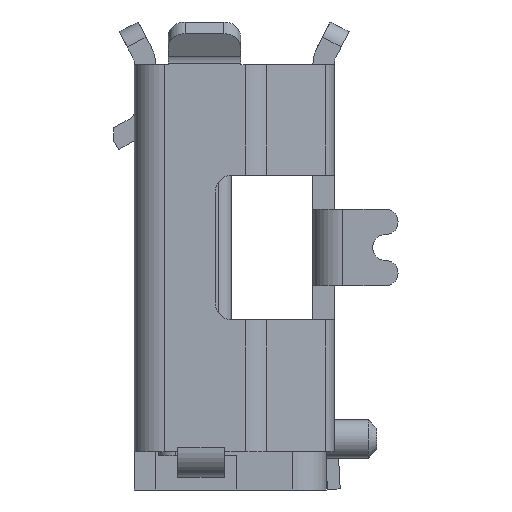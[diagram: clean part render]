
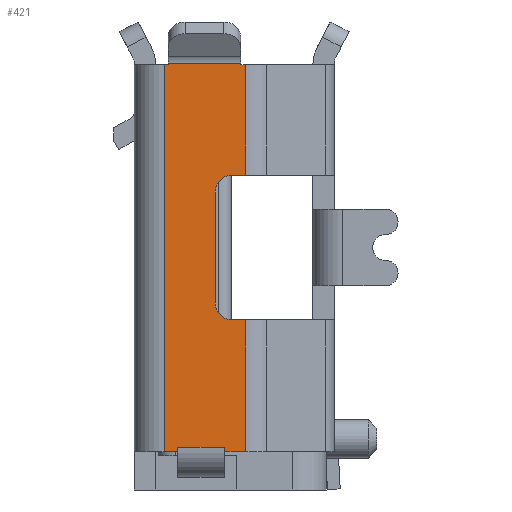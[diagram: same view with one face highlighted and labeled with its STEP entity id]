
A CAD part, left-side view. The second image highlights one B-rep face of the part: STEP entity #421.
In plain terms, the highlighted planar face has unit normal (-1, 0, 0).
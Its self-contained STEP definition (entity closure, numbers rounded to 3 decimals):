
#421=ADVANCED_FACE('NONE',(#1464),#1465,.T.);
#1464=FACE_OUTER_BOUND('',#2996,.T.);
#1465=PLANE('',#2997);
#2996=EDGE_LOOP('',(#6900,#6901,#6902,#6903,#6904,#6905,#6906,#6907,#6908,#6909,#6910,#6911,#6912,#6913,#6914,#6915,#6916,#6917,#6918,#6919));
#2997=AXIS2_PLACEMENT_3D('',#6920,#6921,#6922);
#6900=ORIENTED_EDGE('',*,*,#11288,.F.);
#6901=ORIENTED_EDGE('',*,*,#11289,.F.);
#6902=ORIENTED_EDGE('',*,*,#11290,.F.);
#6903=ORIENTED_EDGE('',*,*,#11291,.F.);
#6904=ORIENTED_EDGE('',*,*,#11292,.F.);
#6905=ORIENTED_EDGE('',*,*,#11293,.F.);
#6906=ORIENTED_EDGE('',*,*,#11294,.F.);
#6907=ORIENTED_EDGE('',*,*,#11295,.F.);
#6908=ORIENTED_EDGE('',*,*,#11296,.F.);
#6909=ORIENTED_EDGE('',*,*,#11297,.F.);
#6910=ORIENTED_EDGE('',*,*,#11298,.F.);
#6911=ORIENTED_EDGE('',*,*,#11299,.F.);
#6912=ORIENTED_EDGE('',*,*,#11068,.F.);
#6913=ORIENTED_EDGE('',*,*,#11300,.T.);
#6914=ORIENTED_EDGE('',*,*,#11301,.F.);
#6915=ORIENTED_EDGE('',*,*,#11302,.F.);
#6916=ORIENTED_EDGE('',*,*,#10941,.F.);
#6917=ORIENTED_EDGE('',*,*,#11222,.T.);
#6918=ORIENTED_EDGE('',*,*,#11286,.F.);
#6919=ORIENTED_EDGE('',*,*,#11303,.F.);
#6920=CARTESIAN_POINT('',(-7.4,1.022,14.111));
#6921=DIRECTION('',(-1.0,0.,0.));
#6922=DIRECTION('',(0.0,0.,1.0));
#10941=EDGE_CURVE('NONE',#13392,#13393,#13394,.T.);
#11068=EDGE_CURVE('NONE',#13637,#13639,#13640,.T.);
#11222=EDGE_CURVE('NONE',#13392,#13900,#13902,.T.);
#11286=EDGE_CURVE('NONE',#14004,#13900,#14006,.T.);
#11288=EDGE_CURVE('NONE',#14008,#14009,#14010,.T.);
#11289=EDGE_CURVE('NONE',#14011,#14008,#14012,.T.);
#11290=EDGE_CURVE('NONE',#14013,#14011,#14014,.T.);
#11291=EDGE_CURVE('NONE',#14015,#14013,#14016,.T.);
#11292=EDGE_CURVE('NONE',#14017,#14015,#14018,.T.);
#11293=EDGE_CURVE('NONE',#14019,#14017,#14020,.T.);
#11294=EDGE_CURVE('NONE',#14021,#14019,#14022,.T.);
#11295=EDGE_CURVE('NONE',#14023,#14021,#14024,.T.);
#11296=EDGE_CURVE('NONE',#14025,#14023,#14026,.T.);
#11297=EDGE_CURVE('NONE',#14027,#14025,#14028,.T.);
#11298=EDGE_CURVE('NONE',#14029,#14027,#14030,.T.);
#11299=EDGE_CURVE('NONE',#13639,#14029,#14031,.T.);
#11300=EDGE_CURVE('NONE',#13637,#14032,#14033,.T.);
#11301=EDGE_CURVE('NONE',#14034,#14032,#14035,.T.);
#11302=EDGE_CURVE('NONE',#13393,#14034,#14036,.T.);
#11303=EDGE_CURVE('NONE',#14009,#14004,#14037,.T.);
#13392=VERTEX_POINT('NONE',#17306);
#13393=VERTEX_POINT('NONE',#17307);
#13394=LINE('',#17308,#17309);
#13637=VERTEX_POINT('NONE',#17665);
#13639=VERTEX_POINT('NONE',#17668);
#13640=LINE('',#17669,#17670);
#13900=VERTEX_POINT('NONE',#18046);
#13902=LINE('',#18048,#18049);
#14004=VERTEX_POINT('NONE',#18204);
#14006=LINE('',#18207,#18208);
#14008=VERTEX_POINT('NONE',#18210);
#14009=VERTEX_POINT('NONE',#18211);
#14010=LINE('',#18212,#18213);
#14011=VERTEX_POINT('NONE',#18214);
#14012=LINE('',#18215,#18216);
#14013=VERTEX_POINT('NONE',#18217);
#14014=LINE('',#18218,#18219);
#14015=VERTEX_POINT('NONE',#18220);
#14016=LINE('',#18221,#18222);
#14017=VERTEX_POINT('NONE',#18223);
#14018=LINE('',#18224,#18225);
#14019=VERTEX_POINT('NONE',#18226);
#14020=LINE('',#18227,#18228);
#14021=VERTEX_POINT('NONE',#18229);
#14022=LINE('',#18230,#18231);
#14023=VERTEX_POINT('NONE',#18232);
#14024=CIRCLE('',#18233,0.2);
#14025=VERTEX_POINT('NONE',#18234);
#14026=LINE('',#18235,#18236);
#14027=VERTEX_POINT('NONE',#18237);
#14028=CIRCLE('',#18238,0.2);
#14029=VERTEX_POINT('NONE',#18239);
#14030=LINE('',#18240,#18241);
#14031=LINE('',#18242,#18243);
#14032=VERTEX_POINT('NONE',#18244);
#14033=LINE('',#18245,#18246);
#14034=VERTEX_POINT('NONE',#18247);
#14035=LINE('',#18248,#18249);
#14036=LINE('',#18250,#18251);
#14037=LINE('',#18252,#18253);
#17306=CARTESIAN_POINT('',(-7.4,2.0,14.));
#17307=CARTESIAN_POINT('',(-7.4,1.95,14.));
#17308=CARTESIAN_POINT('',(-7.4,1.521,14.));
#17309=VECTOR('',#21877,1000.0);
#17665=CARTESIAN_POINT('',(-7.4,1.1,14.));
#17668=CARTESIAN_POINT('',(-7.4,1.041,14.));
#17669=CARTESIAN_POINT('',(-7.4,1.521,14.));
#17670=VECTOR('',#22028,1000.0);
#18046=CARTESIAN_POINT('',(-7.4,2.0,9.45));
#18048=CARTESIAN_POINT('',(-7.4,2.0,11.725));
#18049=VECTOR('',#22256,1000.0);
#18204=CARTESIAN_POINT('',(-7.4,1.845,9.45));
#18207=CARTESIAN_POINT('',(-7.4,1.521,9.45));
#18208=VECTOR('',#22338,1000.0);
#18210=CARTESIAN_POINT('',(-7.4,1.84,9.5));
#18211=CARTESIAN_POINT('',(-7.4,1.845,9.5));
#18212=CARTESIAN_POINT('',(-7.4,1.84,9.5));
#18213=VECTOR('',#22342,1000.0);
#18214=CARTESIAN_POINT('',(-7.4,1.291,9.5));
#18215=CARTESIAN_POINT('',(-7.4,1.521,9.5));
#18216=VECTOR('',#22343,1000.0);
#18217=CARTESIAN_POINT('',(-7.4,1.286,9.5));
#18218=CARTESIAN_POINT('',(-7.4,1.291,9.5));
#18219=VECTOR('',#22344,1000.0);
#18220=CARTESIAN_POINT('',(-7.4,1.286,9.45));
#18221=CARTESIAN_POINT('',(-7.4,1.286,9.45));
#18222=VECTOR('',#22345,1000.0);
#18223=CARTESIAN_POINT('',(-7.4,1.041,9.45));
#18224=CARTESIAN_POINT('',(-7.4,1.521,9.45));
#18225=VECTOR('',#22346,1000.0);
#18226=CARTESIAN_POINT('',(-7.4,1.041,11.));
#18227=CARTESIAN_POINT('',(-7.4,1.041,11.734));
#18228=VECTOR('',#22347,1000.0);
#18229=CARTESIAN_POINT('',(-7.4,1.2,11.));
#18230=CARTESIAN_POINT('',(-7.4,1.521,11.));
#18231=VECTOR('',#22348,1000.0);
#18232=CARTESIAN_POINT('',(-7.4,1.4,11.2));
#18233=AXIS2_PLACEMENT_3D('',#22349,#22350,#22351);
#18234=CARTESIAN_POINT('',(-7.4,1.4,12.5));
#18235=CARTESIAN_POINT('',(-7.4,1.4,11.734));
#18236=VECTOR('',#22352,1000.0);
#18237=CARTESIAN_POINT('',(-7.4,1.2,12.7));
#18238=AXIS2_PLACEMENT_3D('',#22353,#22354,#22355);
#18239=CARTESIAN_POINT('',(-7.4,1.041,12.7));
#18240=CARTESIAN_POINT('',(-7.4,1.521,12.7));
#18241=VECTOR('',#22356,1000.0);
#18242=CARTESIAN_POINT('',(-7.4,1.041,11.734));
#18243=VECTOR('',#22357,1000.0);
#18244=CARTESIAN_POINT('',(-7.4,1.1,14.01));
#18245=CARTESIAN_POINT('',(-7.4,1.1,14.));
#18246=VECTOR('',#22358,1000.0);
#18247=CARTESIAN_POINT('',(-7.4,1.95,14.01));
#18248=CARTESIAN_POINT('',(-7.4,1.95,14.01));
#18249=VECTOR('',#22359,1000.0);
#18250=CARTESIAN_POINT('',(-7.4,1.95,14.));
#18251=VECTOR('',#22360,1000.0);
#18252=CARTESIAN_POINT('',(-7.4,1.845,9.45));
#18253=VECTOR('',#22361,1000.0);
#21877=DIRECTION('',(0.,-1.0,0.));
#22028=DIRECTION('',(0.,-1.0,0.));
#22256=DIRECTION('',(0.0,0.,-1.0));
#22338=DIRECTION('',(0.,1.0,0.));
#22342=DIRECTION('',(0.,1.0,0.));
#22343=DIRECTION('',(0.,1.0,0.));
#22344=DIRECTION('',(0.,1.0,0.));
#22345=DIRECTION('',(0.0,0.,1.0));
#22346=DIRECTION('',(0.,1.0,0.));
#22347=DIRECTION('',(0.0,0.,-1.0));
#22348=DIRECTION('',(0.,-1.0,0.));
#22349=CARTESIAN_POINT('',(-7.4,1.2,11.2));
#22350=DIRECTION('',(-1.0,0.,0.));
#22351=DIRECTION('',(0.,-1.0,0.));
#22352=DIRECTION('',(0.0,0.,-1.0));
#22353=CARTESIAN_POINT('',(-7.4,1.2,12.5));
#22354=DIRECTION('',(-1.0,0.,0.));
#22355=DIRECTION('',(0.,-1.0,0.));
#22356=DIRECTION('',(0.,1.0,0.));
#22357=DIRECTION('',(0.0,0.,-1.0));
#22358=DIRECTION('',(0.0,0.,1.0));
#22359=DIRECTION('',(0.,-1.0,0.));
#22360=DIRECTION('',(0.0,0.,1.0));
#22361=DIRECTION('',(0.0,0.,-1.0));
